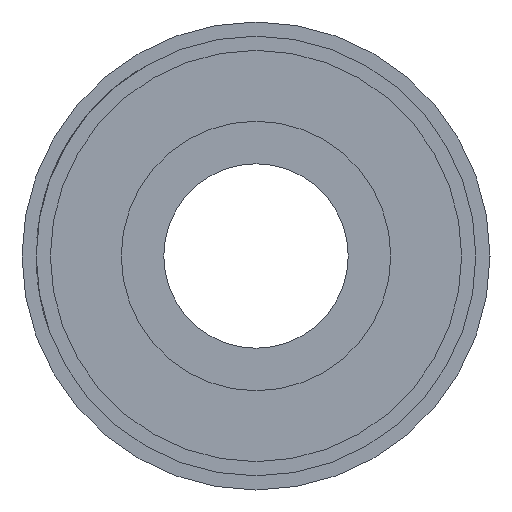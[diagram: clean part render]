
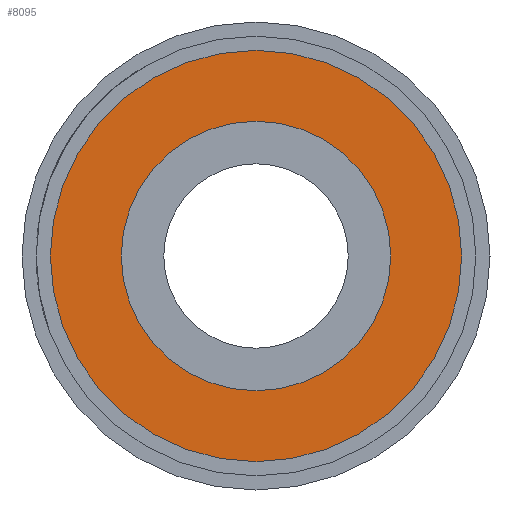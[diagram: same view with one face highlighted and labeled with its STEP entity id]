
A CAD part, left-side view. The second image highlights one B-rep face of the part: STEP entity #8095.
In plain terms, the highlighted planar face has unit normal (-1, 0, 0).
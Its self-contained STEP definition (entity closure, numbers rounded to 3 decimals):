
#42 = CARTESIAN_POINT ( 'NONE',  ( 0., 0., 0. ) ) ;
#254 = DIRECTION ( 'NONE',  ( 0., 0., 1. ) ) ;
#428 = CARTESIAN_POINT ( 'NONE',  ( 0., 0., 14.5 ) ) ;
#542 = EDGE_LOOP ( 'NONE', ( #7518, #5494 ) ) ;
#779 = CARTESIAN_POINT ( 'NONE',  ( 0., 0., 9.5 ) ) ;
#900 = CARTESIAN_POINT ( 'NONE',  ( 0., 0., 0. ) ) ;
#1484 = CARTESIAN_POINT ( 'NONE',  ( 0., 0., -9.5 ) ) ;
#1593 = AXIS2_PLACEMENT_3D ( 'NONE', #42, #4372, #6945 ) ;
#2051 = EDGE_LOOP ( 'NONE', ( #4811, #6844 ) ) ;
#2102 = EDGE_CURVE ( 'NONE', #6276, #6042, #3345, .T. ) ;
#2166 = AXIS2_PLACEMENT_3D ( 'NONE', #4352, #4219, #3720 ) ;
#2304 = DIRECTION ( 'NONE',  ( -1., 0., 0. ) ) ;
#2535 = PLANE ( 'NONE',  #8132 ) ;
#2764 = AXIS2_PLACEMENT_3D ( 'NONE', #900, #2304, #254 ) ;
#2895 = CIRCLE ( 'NONE', #5360, 14.5 ) ;
#3345 = CIRCLE ( 'NONE', #2764, 14.5 ) ;
#3720 = DIRECTION ( 'NONE',  ( 0., 0., 1. ) ) ;
#4037 = FACE_BOUND ( 'NONE', #2051, .T. ) ;
#4219 = DIRECTION ( 'NONE',  ( -1., 0., 0. ) ) ;
#4309 = DIRECTION ( 'NONE',  ( 0., 0., 1. ) ) ;
#4352 = CARTESIAN_POINT ( 'NONE',  ( 0., 0., 0. ) ) ;
#4372 = DIRECTION ( 'NONE',  ( -1., 0., 0. ) ) ;
#4811 = ORIENTED_EDGE ( 'NONE', *, *, #6447, .F. ) ;
#5068 = EDGE_CURVE ( 'NONE', #5106, #5292, #8557, .T. ) ;
#5106 = VERTEX_POINT ( 'NONE', #1484 ) ;
#5110 = EDGE_CURVE ( 'NONE', #6042, #6276, #2895, .T. ) ;
#5266 = FACE_OUTER_BOUND ( 'NONE', #542, .T. ) ;
#5292 = VERTEX_POINT ( 'NONE', #779 ) ;
#5360 = AXIS2_PLACEMENT_3D ( 'NONE', #6335, #5664, #4309 ) ;
#5494 = ORIENTED_EDGE ( 'NONE', *, *, #5110, .T. ) ;
#5513 = CIRCLE ( 'NONE', #1593, 9.5 ) ;
#5664 = DIRECTION ( 'NONE',  ( -1., 0., 0. ) ) ;
#6042 = VERTEX_POINT ( 'NONE', #6517 ) ;
#6125 = CARTESIAN_POINT ( 'NONE',  ( 0., 0., 0. ) ) ;
#6276 = VERTEX_POINT ( 'NONE', #428 ) ;
#6335 = CARTESIAN_POINT ( 'NONE',  ( 0., 0., 0. ) ) ;
#6447 = EDGE_CURVE ( 'NONE', #5292, #5106, #5513, .T. ) ;
#6517 = CARTESIAN_POINT ( 'NONE',  ( 0., 0., -14.5 ) ) ;
#6844 = ORIENTED_EDGE ( 'NONE', *, *, #5068, .F. ) ;
#6945 = DIRECTION ( 'NONE',  ( 0., 0., 1. ) ) ;
#7518 = ORIENTED_EDGE ( 'NONE', *, *, #2102, .T. ) ;
#8095 = ADVANCED_FACE ( 'NONE', ( #4037, #5266 ), #2535, .F. ) ;
#8132 = AXIS2_PLACEMENT_3D ( 'NONE', #6125, #8904, #8214 ) ;
#8214 = DIRECTION ( 'NONE',  ( 0., 0., -1. ) ) ;
#8557 = CIRCLE ( 'NONE', #2166, 9.5 ) ;
#8904 = DIRECTION ( 'NONE',  ( 1., 0., 0. ) ) ;
